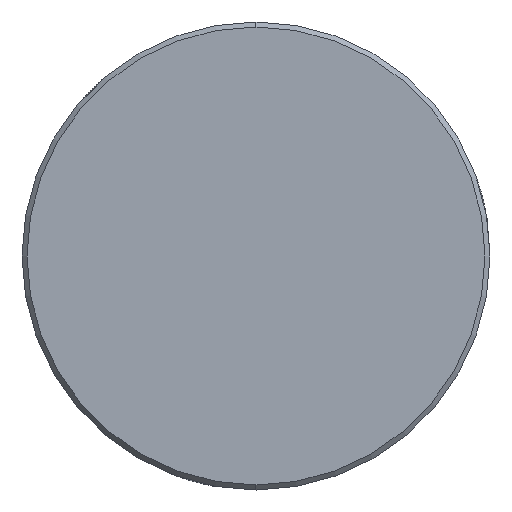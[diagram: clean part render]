
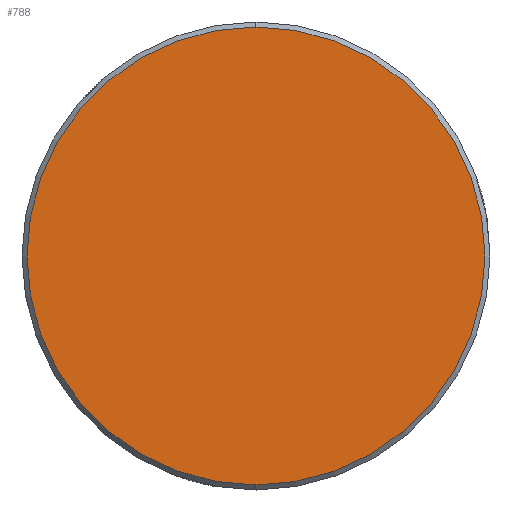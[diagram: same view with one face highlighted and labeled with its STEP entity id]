
A CAD part, left-side view. The second image highlights one B-rep face of the part: STEP entity #788.
In plain terms, the highlighted planar face has unit normal (-1, 0, 0).
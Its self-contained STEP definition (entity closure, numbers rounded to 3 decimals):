
#57 = DIRECTION ( 'NONE',  ( 0., 0., 1. ) ) ;
#82 = ORIENTED_EDGE ( 'NONE', *, *, #247, .T. ) ;
#128 = CARTESIAN_POINT ( 'NONE',  ( -94.4, 0., 0. ) ) ;
#169 = AXIS2_PLACEMENT_3D ( 'NONE', #1059, #567, #57 ) ;
#185 = FACE_OUTER_BOUND ( 'NONE', #582, .T. ) ;
#230 = ORIENTED_EDGE ( 'NONE', *, *, #783, .T. ) ;
#231 = DIRECTION ( 'NONE',  ( -1., 0., 0. ) ) ;
#247 = EDGE_CURVE ( 'NONE', #361, #822, #532, .T. ) ;
#361 = VERTEX_POINT ( 'NONE', #537 ) ;
#439 = DIRECTION ( 'NONE',  ( -1., 0., 0. ) ) ;
#466 = CIRCLE ( 'NONE', #900, 13.7 ) ;
#473 = DIRECTION ( 'NONE',  ( 0., 0., -1. ) ) ;
#532 = CIRCLE ( 'NONE', #1015, 13.7 ) ;
#537 = CARTESIAN_POINT ( 'NONE',  ( -94.4, 0., -13.7 ) ) ;
#545 = PLANE ( 'NONE',  #169 ) ;
#567 = DIRECTION ( 'NONE',  ( -1., 0., 0. ) ) ;
#582 = EDGE_LOOP ( 'NONE', ( #82, #230 ) ) ;
#783 = EDGE_CURVE ( 'NONE', #822, #361, #466, .T. ) ;
#788 = ADVANCED_FACE ( 'NONE', ( #185 ), #545, .T. ) ;
#822 = VERTEX_POINT ( 'NONE', #1069 ) ;
#900 = AXIS2_PLACEMENT_3D ( 'NONE', #128, #231, #473 ) ;
#948 = CARTESIAN_POINT ( 'NONE',  ( -94.4, 0., 0. ) ) ;
#1015 = AXIS2_PLACEMENT_3D ( 'NONE', #948, #439, #1033 ) ;
#1033 = DIRECTION ( 'NONE',  ( 0., 0., -1. ) ) ;
#1059 = CARTESIAN_POINT ( 'NONE',  ( -94.4, -13.864, -13.864 ) ) ;
#1069 = CARTESIAN_POINT ( 'NONE',  ( -94.4, 0., 13.7 ) ) ;
